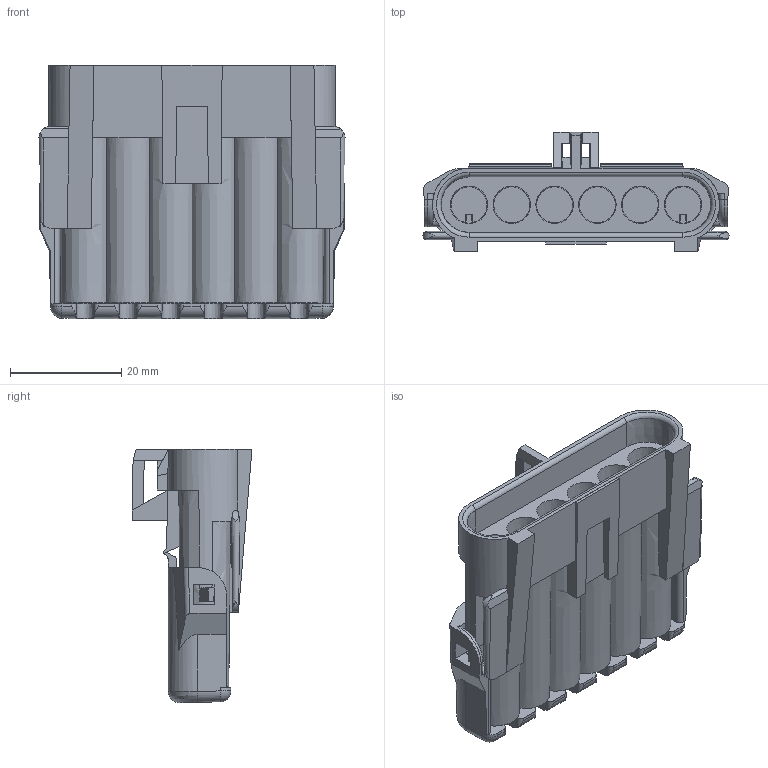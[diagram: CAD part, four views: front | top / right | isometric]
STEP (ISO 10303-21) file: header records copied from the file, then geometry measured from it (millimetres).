
FILE_DESCRIPTION(/* description */ (''),/* implementation_level */ '2;1');
FILE_NAME(/* name */ '12020786-ENV11_04-CONN.stp',/* time_stamp */ '2024-01-12T13:39:36+08:00',/* author */ (''),/* organization */ (''),/* preprocessor_version */ 'ST-DEVELOPER v16',/* originating_system */ 'SIEMENS PLM Software NX 11.0',/* authorisation */ '');
FILE_SCHEMA (('AUTOMOTIVE_DESIGN { 1 0 10303 214 3 1 1 1 }'));
Length unit declared in the file: millimetre
Products named in the file (1): 12020786-ENV11_04-CONN
Bounding box: 55.07 x 21.59 x 45.55 mm (x, y, z)
Volume: 18219.4 mm3; surface area: 14470.2 mm2
Topology: 2 solids, 2 shells, 269 faces, 753 edges, 486 vertices
Faces by surface type: plane 169, cylinder 62, cone 26, bspline 6, sphere 4, torus 2
Entity records: 9049 total; most frequent: CARTESIAN_POINT 2062, ORIENTED_EDGE 1482, DIRECTION 1443, EDGE_CURVE 741, AXIS2_PLACEMENT_3D 486, VERTEX_POINT 484, LINE 471, VECTOR 471
